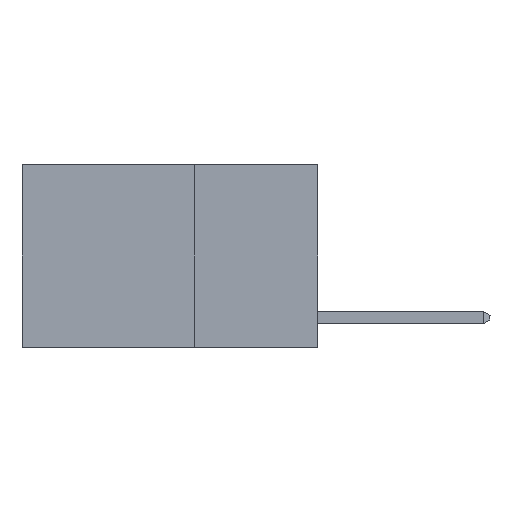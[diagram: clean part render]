
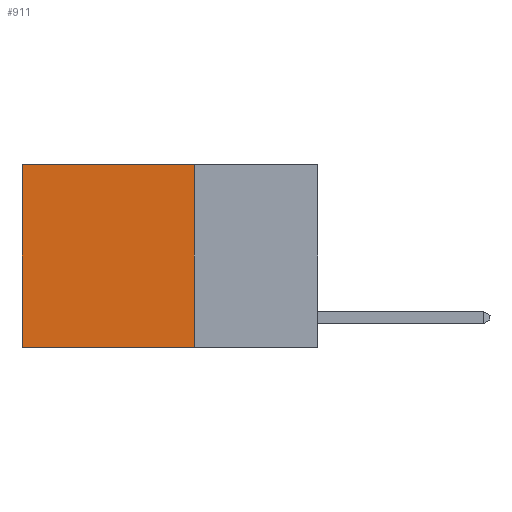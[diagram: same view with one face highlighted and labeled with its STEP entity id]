
A CAD part, left-side view. The second image highlights one B-rep face of the part: STEP entity #911.
In plain terms, the highlighted planar face has unit normal (-1, 0, 0).
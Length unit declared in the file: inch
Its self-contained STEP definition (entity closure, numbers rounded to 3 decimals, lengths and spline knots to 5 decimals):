
#911 = ADVANCED_FACE ( 'NONE', ( #15838 ), #4708, .F. ) ;
#1760 = VERTEX_POINT ( 'NONE', #5360 ) ;
#2185 = EDGE_CURVE ( 'NONE', #12393, #5754, #19369, .T. ) ;
#2875 = ORIENTED_EDGE ( 'NONE', *, *, #2185, .T. ) ;
#3156 = CARTESIAN_POINT ( 'NONE',  ( 0.2625, 0.6, 0. ) ) ;
#4303 = EDGE_CURVE ( 'NONE', #1760, #13716, #4650, .T. ) ;
#4328 = DIRECTION ( 'NONE',  ( 1., 0., 0. ) ) ;
#4443 = EDGE_CURVE ( 'NONE', #1760, #12393, #18583, .T. ) ;
#4650 = LINE ( 'NONE', #5278, #16930 ) ;
#4708 = PLANE ( 'NONE',  #5451 ) ;
#4821 = EDGE_CURVE ( 'NONE', #13716, #5754, #15460, .T. ) ;
#4925 = DIRECTION ( 'NONE',  ( 0., 0., -1. ) ) ;
#4984 = CARTESIAN_POINT ( 'NONE',  ( 0.2625, 0.25, -0.37 ) ) ;
#5135 = ORIENTED_EDGE ( 'NONE', *, *, #4443, .T. ) ;
#5278 = CARTESIAN_POINT ( 'NONE',  ( 0.2625, 0.25, 0. ) ) ;
#5360 = CARTESIAN_POINT ( 'NONE',  ( 0.2625, 0.25, 0. ) ) ;
#5394 = CARTESIAN_POINT ( 'NONE',  ( 0.2625, 0.6, 0. ) ) ;
#5451 = AXIS2_PLACEMENT_3D ( 'NONE', #16855, #4328, #4925 ) ;
#5754 = VERTEX_POINT ( 'NONE', #17477 ) ;
#5889 = ORIENTED_EDGE ( 'NONE', *, *, #4303, .F. ) ;
#5982 = ORIENTED_EDGE ( 'NONE', *, *, #4821, .F. ) ;
#7686 = DIRECTION ( 'NONE',  ( 0., 1., 0. ) ) ;
#8710 = CARTESIAN_POINT ( 'NONE',  ( 0.2625, 0.25, 0. ) ) ;
#10854 = DIRECTION ( 'NONE',  ( 0., 0., -1. ) ) ;
#12242 = CARTESIAN_POINT ( 'NONE',  ( 0.2625, 0.25, -0.37 ) ) ;
#12393 = VERTEX_POINT ( 'NONE', #5394 ) ;
#13716 = VERTEX_POINT ( 'NONE', #4984 ) ;
#14016 = VECTOR ( 'NONE', #19437, 39.37008 ) ;
#14968 = VECTOR ( 'NONE', #7686, 39.37008 ) ;
#15301 = VECTOR ( 'NONE', #10854, 39.37008 ) ;
#15354 = EDGE_LOOP ( 'NONE', ( #2875, #5982, #5889, #5135 ) ) ;
#15460 = LINE ( 'NONE', #12242, #14968 ) ;
#15838 = FACE_OUTER_BOUND ( 'NONE', #15354, .T. ) ;
#16031 = DIRECTION ( 'NONE',  ( 0., 0., -1. ) ) ;
#16855 = CARTESIAN_POINT ( 'NONE',  ( 0.2625, 0.25, 0. ) ) ;
#16930 = VECTOR ( 'NONE', #16031, 39.37008 ) ;
#17477 = CARTESIAN_POINT ( 'NONE',  ( 0.2625, 0.6, -0.37 ) ) ;
#18583 = LINE ( 'NONE', #8710, #14016 ) ;
#19369 = LINE ( 'NONE', #3156, #15301 ) ;
#19437 = DIRECTION ( 'NONE',  ( 0., 1., 0. ) ) ;
